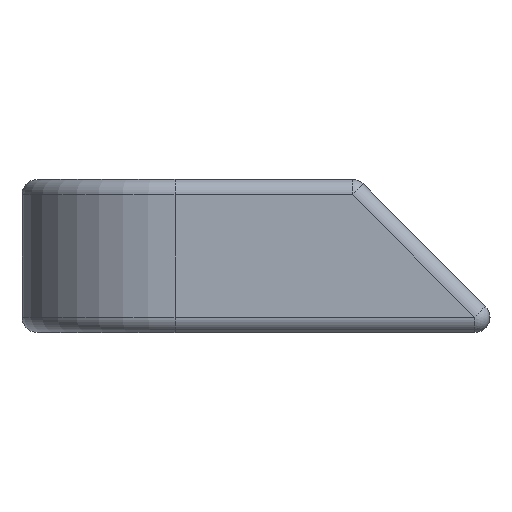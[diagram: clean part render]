
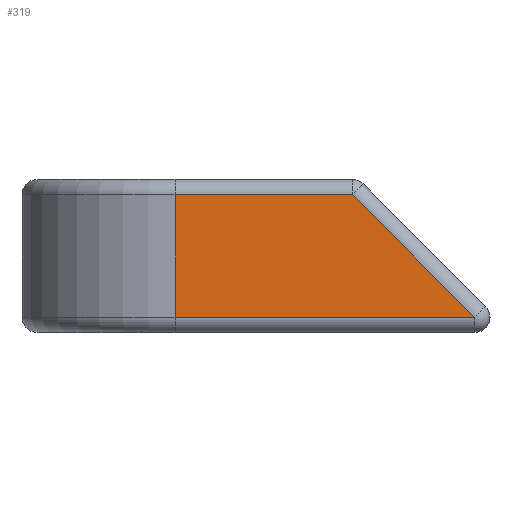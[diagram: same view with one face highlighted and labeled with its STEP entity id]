
A CAD part, left-side view. The second image highlights one B-rep face of the part: STEP entity #319.
In plain terms, the highlighted planar face has unit normal (-1, 0, 0).
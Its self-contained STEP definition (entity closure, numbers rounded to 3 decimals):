
#2 = VECTOR ( 'NONE', #265, 1000. ) ;
#92 = EDGE_LOOP ( 'NONE', ( #270, #537, #693, #598 ) ) ;
#99 = EDGE_CURVE ( 'NONE', #287, #351, #293, .T. ) ;
#101 = FACE_OUTER_BOUND ( 'NONE', #92, .T. ) ;
#112 = DIRECTION ( 'NONE',  ( 0., 0., 1. ) ) ;
#121 = DIRECTION ( 'NONE',  ( 0., -1., 0. ) ) ;
#158 = CARTESIAN_POINT ( 'NONE',  ( -36.9, 1.2, 0.2 ) ) ;
#163 = DIRECTION ( 'NONE',  ( 0., 1., 0. ) ) ;
#170 = VECTOR ( 'NONE', #121, 1000. ) ;
#265 = DIRECTION ( 'NONE',  ( 0., 0.707, 0.707 ) ) ;
#270 = ORIENTED_EDGE ( 'NONE', *, *, #534, .T. ) ;
#287 = VERTEX_POINT ( 'NONE', #461 ) ;
#290 = EDGE_CURVE ( 'NONE', #351, #559, #360, .T. ) ;
#293 = LINE ( 'NONE', #158, #690 ) ;
#307 = VERTEX_POINT ( 'NONE', #322 ) ;
#315 = VECTOR ( 'NONE', #163, 1000. ) ;
#319 = ADVANCED_FACE ( 'NONE', ( #101 ), #840, .T. ) ;
#322 = CARTESIAN_POINT ( 'NONE',  ( -36.9, -1.117, 1.8 ) ) ;
#351 = VERTEX_POINT ( 'NONE', #921 ) ;
#360 = LINE ( 'NONE', #673, #170 ) ;
#399 = DIRECTION ( 'NONE',  ( -1., 0., 0. ) ) ;
#461 = CARTESIAN_POINT ( 'NONE',  ( -36.9, 1.2, 1.8 ) ) ;
#484 = AXIS2_PLACEMENT_3D ( 'NONE', #770, #399, #112 ) ;
#534 = EDGE_CURVE ( 'NONE', #307, #287, #636, .T. ) ;
#537 = ORIENTED_EDGE ( 'NONE', *, *, #99, .T. ) ;
#559 = VERTEX_POINT ( 'NONE', #811 ) ;
#592 = CARTESIAN_POINT ( 'NONE',  ( -36.9, 3.2, 1.8 ) ) ;
#598 = ORIENTED_EDGE ( 'NONE', *, *, #893, .T. ) ;
#636 = LINE ( 'NONE', #592, #315 ) ;
#673 = CARTESIAN_POINT ( 'NONE',  ( -36.9, -3.2, 0.2 ) ) ;
#690 = VECTOR ( 'NONE', #815, 1000. ) ;
#693 = ORIENTED_EDGE ( 'NONE', *, *, #290, .T. ) ;
#709 = CARTESIAN_POINT ( 'NONE',  ( -36.9, -1.059, 1.859 ) ) ;
#722 = LINE ( 'NONE', #709, #2 ) ;
#770 = CARTESIAN_POINT ( 'NONE',  ( -36.9, 0., 0. ) ) ;
#811 = CARTESIAN_POINT ( 'NONE',  ( -36.9, -2.717, 0.2 ) ) ;
#815 = DIRECTION ( 'NONE',  ( 0., 0., -1. ) ) ;
#840 = PLANE ( 'NONE',  #484 ) ;
#893 = EDGE_CURVE ( 'NONE', #559, #307, #722, .T. ) ;
#921 = CARTESIAN_POINT ( 'NONE',  ( -36.9, 1.2, 0.2 ) ) ;
